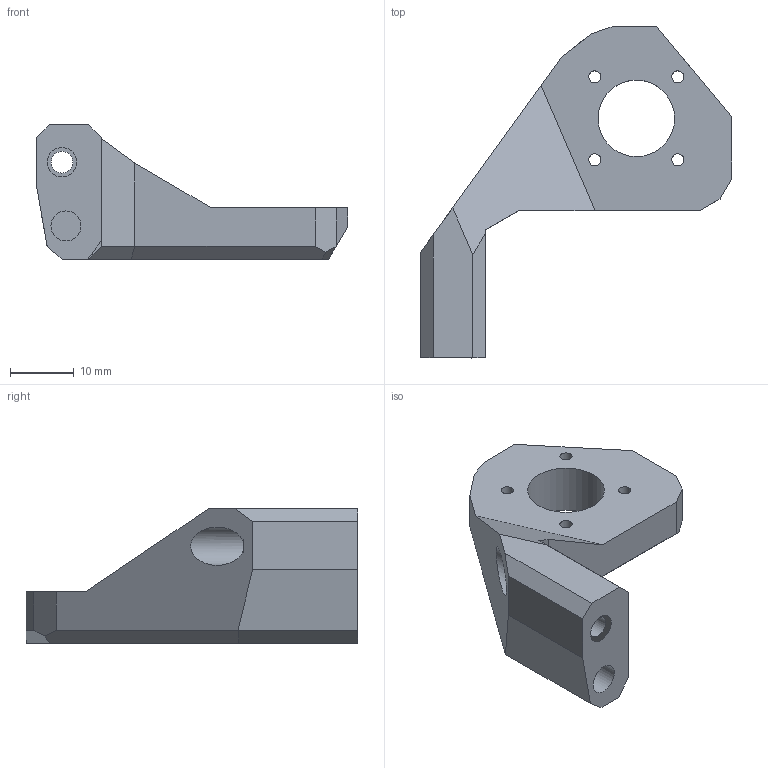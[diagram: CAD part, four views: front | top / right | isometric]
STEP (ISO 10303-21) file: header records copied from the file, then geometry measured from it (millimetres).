
FILE_DESCRIPTION(/* description */ (''),/* implementation_level */ '2;1');
FILE_NAME(/* name */ 'cw2_umbilical_cnLink0-4screw-panel_mount.step',/* time_stamp */ '2023-02-10T17:41:11-08:00',/* author */ (''),/* organization */ (''),/* preprocessor_version */ 'ST-DEVELOPER v19.2',/* originating_system */ 'Autodesk Translation Framework v11.17.0.187',/* authorisation */ '');
FILE_SCHEMA (('AUTOMOTIVE_DESIGN { 1 0 10303 214 3 1 1 }'));
Length unit declared in the file: millimetre
Products named in the file (1): (Unsaved)
Bounding box: 48.74 x 52 x 21.06 mm (x, y, z)
Volume: 10742.2 mm3; surface area: 4866.4 mm2
Topology: 1 solids, 1 shells, 41 faces, 108 edges, 71 vertices
Faces by surface type: plane 32, cylinder 8, cone 1
Full cylindrical faces by diameter (mm): 1.9 x4, 3.4 x1, 4.7 x1, 12 x1
Entity records: 1308 total; most frequent: CARTESIAN_POINT 221, ORIENTED_EDGE 216, DIRECTION 209, EDGE_CURVE 108, LINE 91, VECTOR 91, VERTEX_POINT 71, AXIS2_PLACEMENT_3D 59
